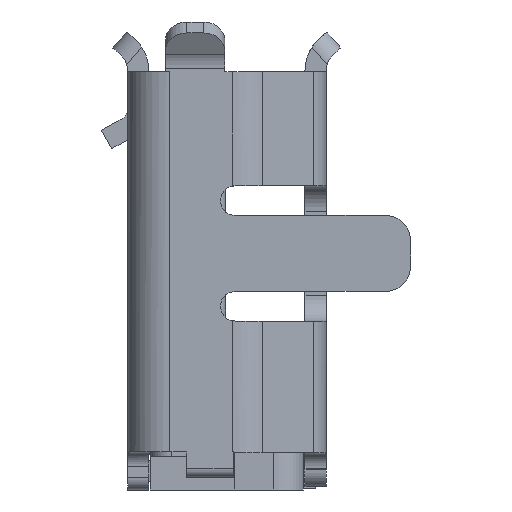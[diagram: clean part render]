
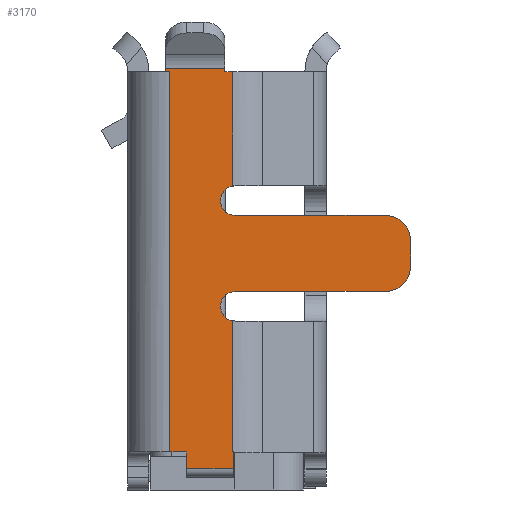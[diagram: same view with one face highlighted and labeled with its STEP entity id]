
A CAD part, left-side view. The second image highlights one B-rep face of the part: STEP entity #3170.
In plain terms, the highlighted planar face has unit normal (-1, 0, 0).
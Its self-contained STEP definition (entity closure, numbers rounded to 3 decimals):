
#342=VERTEX_POINT('NONE',#343);
#343=CARTESIAN_POINT('',(-3.7,0.475,-2.025));
#349=EDGE_CURVE('NONE',#342,#350,#352,.T.);
#350=VERTEX_POINT('NONE',#351);
#351=CARTESIAN_POINT('',(-3.7,0.675,-2.025));
#352=LINE('',#353,#354);
#353=CARTESIAN_POINT('',(-3.7,-4.719,-2.025));
#354=VECTOR('',#355,1.0);
#355=DIRECTION('',(0.0,1.0,0.0));
#1322=VERTEX_POINT('NONE',#1323);
#1323=CARTESIAN_POINT('',(-3.7,0.025,2.475));
#1329=EDGE_CURVE('NONE',#1322,#1330,#1332,.T.);
#1330=VERTEX_POINT('NONE',#1331);
#1331=CARTESIAN_POINT('',(-3.7,-0.068,2.475));
#1332=LINE('',#1333,#1334);
#1333=CARTESIAN_POINT('',(-3.7,-0.068,2.475));
#1334=VECTOR('',#1335,1.0);
#1335=DIRECTION('',(0.0,-1.0,0.0));
#1404=VERTEX_POINT('NONE',#1405);
#1405=CARTESIAN_POINT('',(-3.7,-0.068,1.122));
#1412=EDGE_CURVE('NONE',#1404,#1413,#1415,.F.);
#1413=VERTEX_POINT('NONE',#1414);
#1414=CARTESIAN_POINT('',(-3.7,-0.1,0.775));
#1415=CIRCLE('',#1416,0.175);
#1416=AXIS2_PLACEMENT_3D('',#1417,#1418,#1419);
#1417=CARTESIAN_POINT('',(-3.7,-0.1,0.95));
#1418=DIRECTION('',(1.0,0.0,0.0));
#1419=DIRECTION('',(0.0,0.0,-1.0));
#1482=VERTEX_POINT('NONE',#1483);
#1483=CARTESIAN_POINT('',(-3.7,-0.1,-0.125));
#1489=EDGE_CURVE('NONE',#1482,#1490,#1492,.F.);
#1490=VERTEX_POINT('NONE',#1491);
#1491=CARTESIAN_POINT('',(-3.7,-0.068,-0.472));
#1492=CIRCLE('',#1493,0.175);
#1493=AXIS2_PLACEMENT_3D('',#1494,#1495,#1496);
#1494=CARTESIAN_POINT('',(-3.7,-0.1,-0.3));
#1495=DIRECTION('',(1.0,0.0,0.0));
#1496=DIRECTION('',(0.0,0.0,-1.0));
#1721=EDGE_CURVE('NONE',#1330,#1404,#1722,.T.);
#1722=LINE('',#1723,#1724);
#1723=CARTESIAN_POINT('',(-3.7,-0.068,2.475));
#1724=VECTOR('',#1725,1.0);
#1725=DIRECTION('',(0.0,0.0,-1.0));
#2115=EDGE_CURVE('NONE',#1490,#2116,#2118,.T.);
#2116=VERTEX_POINT('NONE',#2117);
#2117=CARTESIAN_POINT('',(-3.7,-0.068,-2.025));
#2118=LINE('',#2119,#2120);
#2119=CARTESIAN_POINT('',(-3.7,-0.068,2.475));
#2120=VECTOR('',#2121,1.0);
#2121=DIRECTION('',(0.0,0.0,-1.0));
#3150=EDGE_CURVE('NONE',#350,#3151,#3153,.F.);
#3151=VERTEX_POINT('NONE',#3152);
#3152=CARTESIAN_POINT('',(-3.7,0.675,2.475));
#3153=LINE('',#3154,#3155);
#3154=CARTESIAN_POINT('',(-3.7,0.675,2.475));
#3155=VECTOR('',#3156,1.0);
#3156=DIRECTION('',(0.0,0.0,-1.0));
#3170=ADVANCED_FACE('NONE',(#3171),#3280,.F.);
#3171=FACE_BOUND('NONE',#3172,.T.);
#3172=EDGE_LOOP('',(#3173,#3181,#3189,#3197,#3203,#3204,#3205,#3213,#3222,#3230,#3239,#3245,#3246,#3247,#3248,#3256,#3264,#3272,#3278,#3279));
#3173=ORIENTED_EDGE('',*,*,#3174,.T.);
#3174=EDGE_CURVE('NONE',#342,#3175,#3177,.F.);
#3175=VERTEX_POINT('NONE',#3176);
#3176=CARTESIAN_POINT('',(-3.7,0.475,-2.225));
#3177=LINE('',#3178,#3179);
#3178=CARTESIAN_POINT('',(-3.7,0.475,-2.025));
#3179=VECTOR('',#3180,1.0);
#3180=DIRECTION('',(0.0,0.0,1.0));
#3181=ORIENTED_EDGE('',*,*,#3182,.T.);
#3182=EDGE_CURVE('NONE',#3175,#3183,#3185,.T.);
#3183=VERTEX_POINT('NONE',#3184);
#3184=CARTESIAN_POINT('',(-3.7,-0.075,-2.225));
#3185=LINE('',#3186,#3187);
#3186=CARTESIAN_POINT('',(-3.7,-0.075,-2.225));
#3187=VECTOR('',#3188,1.0);
#3188=DIRECTION('',(0.0,-1.0,0.0));
#3189=ORIENTED_EDGE('',*,*,#3190,.T.);
#3190=EDGE_CURVE('NONE',#3183,#3191,#3193,.T.);
#3191=VERTEX_POINT('NONE',#3192);
#3192=CARTESIAN_POINT('',(-3.7,-0.075,-2.025));
#3193=LINE('',#3194,#3195);
#3194=CARTESIAN_POINT('',(-3.7,-0.075,-2.025));
#3195=VECTOR('',#3196,1.0);
#3196=DIRECTION('',(0.0,0.0,1.0));
#3197=ORIENTED_EDGE('',*,*,#3198,.T.);
#3198=EDGE_CURVE('NONE',#3191,#2116,#3199,.T.);
#3199=LINE('',#3200,#3201);
#3200=CARTESIAN_POINT('',(-3.7,-0.075,-2.025));
#3201=VECTOR('',#3202,1.0);
#3202=DIRECTION('',(0.0,1.0,0.0));
#3203=ORIENTED_EDGE('',*,*,#2115,.F.);
#3204=ORIENTED_EDGE('',*,*,#1489,.F.);
#3205=ORIENTED_EDGE('',*,*,#3206,.T.);
#3206=EDGE_CURVE('NONE',#1482,#3207,#3209,.F.);
#3207=VERTEX_POINT('NONE',#3208);
#3208=CARTESIAN_POINT('',(-3.7,-1.875,-0.125));
#3209=LINE('',#3210,#3211);
#3210=CARTESIAN_POINT('',(-3.7,0.075,-0.125));
#3211=VECTOR('',#3212,1.0);
#3212=DIRECTION('',(0.0,1.0,0.));
#3213=ORIENTED_EDGE('',*,*,#3214,.T.);
#3214=EDGE_CURVE('NONE',#3207,#3215,#3217,.F.);
#3215=VERTEX_POINT('NONE',#3216);
#3216=CARTESIAN_POINT('',(-3.7,-2.175,0.175));
#3217=CIRCLE('',#3218,0.3);
#3218=AXIS2_PLACEMENT_3D('',#3219,#3220,#3221);
#3219=CARTESIAN_POINT('',(-3.7,-1.875,0.175));
#3220=DIRECTION('',(1.0,0.0,0.0));
#3221=DIRECTION('',(0.0,0.0,-1.0));
#3222=ORIENTED_EDGE('',*,*,#3223,.T.);
#3223=EDGE_CURVE('NONE',#3215,#3224,#3226,.F.);
#3224=VERTEX_POINT('NONE',#3225);
#3225=CARTESIAN_POINT('',(-3.7,-2.175,0.475));
#3226=LINE('',#3227,#3228);
#3227=CARTESIAN_POINT('',(-3.7,-2.175,0.475));
#3228=VECTOR('',#3229,1.0);
#3229=DIRECTION('',(0.0,0.0,-1.0));
#3230=ORIENTED_EDGE('',*,*,#3231,.T.);
#3231=EDGE_CURVE('NONE',#3224,#3232,#3234,.F.);
#3232=VERTEX_POINT('NONE',#3233);
#3233=CARTESIAN_POINT('',(-3.7,-1.875,0.775));
#3234=CIRCLE('',#3235,0.3);
#3235=AXIS2_PLACEMENT_3D('',#3236,#3237,#3238);
#3236=CARTESIAN_POINT('',(-3.7,-1.875,0.475));
#3237=DIRECTION('',(1.0,0.0,0.0));
#3238=DIRECTION('',(0.0,0.0,-1.0));
#3239=ORIENTED_EDGE('',*,*,#3240,.T.);
#3240=EDGE_CURVE('NONE',#3232,#1413,#3241,.F.);
#3241=LINE('',#3242,#3243);
#3242=CARTESIAN_POINT('',(-3.7,0.075,0.775));
#3243=VECTOR('',#3244,1.0);
#3244=DIRECTION('',(0.0,-1.0,0.));
#3245=ORIENTED_EDGE('',*,*,#1412,.F.);
#3246=ORIENTED_EDGE('',*,*,#1721,.F.);
#3247=ORIENTED_EDGE('',*,*,#1329,.F.);
#3248=ORIENTED_EDGE('',*,*,#3249,.T.);
#3249=EDGE_CURVE('NONE',#1322,#3250,#3252,.T.);
#3250=VERTEX_POINT('NONE',#3251);
#3251=CARTESIAN_POINT('',(-3.7,0.025,2.513));
#3252=LINE('',#3253,#3254);
#3253=CARTESIAN_POINT('',(-3.7,0.025,2.475));
#3254=VECTOR('',#3255,1.0);
#3255=DIRECTION('',(0.,0.0,1.0));
#3256=ORIENTED_EDGE('',*,*,#3257,.T.);
#3257=EDGE_CURVE('NONE',#3250,#3258,#3260,.F.);
#3258=VERTEX_POINT('NONE',#3259);
#3259=CARTESIAN_POINT('',(-3.7,0.725,2.513));
#3260=LINE('',#3261,#3262);
#3261=CARTESIAN_POINT('',(-3.7,0.725,2.513));
#3262=VECTOR('',#3263,1.0);
#3263=DIRECTION('',(0.0,-1.0,0.0));
#3264=ORIENTED_EDGE('',*,*,#3265,.T.);
#3265=EDGE_CURVE('NONE',#3258,#3266,#3268,.F.);
#3266=VERTEX_POINT('NONE',#3267);
#3267=CARTESIAN_POINT('',(-3.7,0.725,2.475));
#3268=LINE('',#3269,#3270);
#3269=CARTESIAN_POINT('',(-3.7,0.725,2.475));
#3270=VECTOR('',#3271,1.0);
#3271=DIRECTION('',(0.,0.0,1.0));
#3272=ORIENTED_EDGE('',*,*,#3273,.T.);
#3273=EDGE_CURVE('NONE',#3266,#3151,#3274,.T.);
#3274=LINE('',#3275,#3276);
#3275=CARTESIAN_POINT('',(-3.7,0.725,2.475));
#3276=VECTOR('',#3277,1.0);
#3277=DIRECTION('',(0.0,-1.0,0.0));
#3278=ORIENTED_EDGE('',*,*,#3150,.F.);
#3279=ORIENTED_EDGE('',*,*,#349,.F.);
#3280=PLANE('',#3281);
#3281=AXIS2_PLACEMENT_3D('',#3282,#3283,#3284);
#3282=CARTESIAN_POINT('',(-3.7,-0.068,2.475));
#3283=DIRECTION('',(1.0,0.0,0.0));
#3284=DIRECTION('',(0.0,0.0,-1.0));
